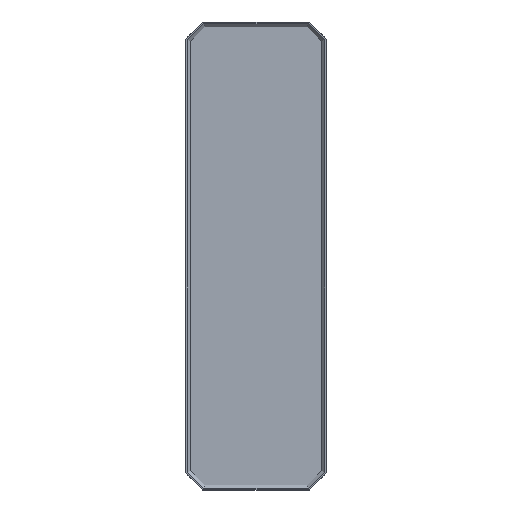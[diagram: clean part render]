
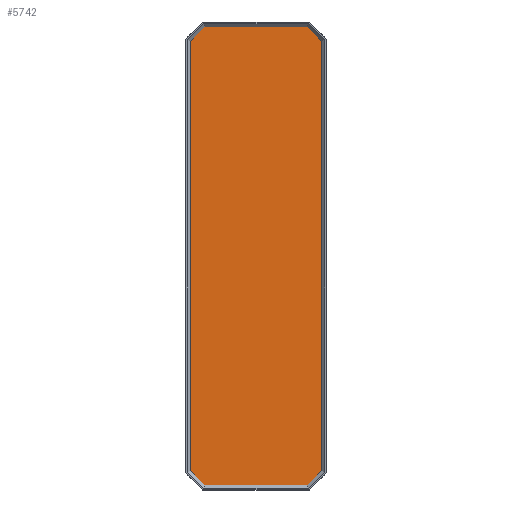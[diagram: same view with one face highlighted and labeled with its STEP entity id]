
A CAD part, top view. The second image highlights one B-rep face of the part: STEP entity #5742.
In plain terms, the highlighted planar face has unit normal (0, 0, 1).
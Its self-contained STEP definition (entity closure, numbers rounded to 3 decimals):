
#112=FACE_OUTER_BOUND('',#432,.T.);
#432=EDGE_LOOP('',(#4167,#4168,#4169,#4170,#4171,#4172,#4173,#4174));
#930=LINE('',#8305,#1760);
#931=LINE('',#8307,#1761);
#932=LINE('',#8309,#1762);
#933=LINE('',#8311,#1763);
#934=LINE('',#8313,#1764);
#935=LINE('',#8315,#1765);
#936=LINE('',#8317,#1766);
#937=LINE('',#8318,#1767);
#1760=VECTOR('',#6748,10.);
#1761=VECTOR('',#6749,10.);
#1762=VECTOR('',#6750,10.);
#1763=VECTOR('',#6751,10.);
#1764=VECTOR('',#6752,10.);
#1765=VECTOR('',#6753,10.);
#1766=VECTOR('',#6754,10.);
#1767=VECTOR('',#6755,10.);
#2501=VERTEX_POINT('',#8303);
#2502=VERTEX_POINT('',#8304);
#2503=VERTEX_POINT('',#8306);
#2504=VERTEX_POINT('',#8308);
#2505=VERTEX_POINT('',#8310);
#2506=VERTEX_POINT('',#8312);
#2507=VERTEX_POINT('',#8314);
#2508=VERTEX_POINT('',#8316);
#3106=EDGE_CURVE('',#2501,#2502,#930,.T.);
#3107=EDGE_CURVE('',#2503,#2501,#931,.T.);
#3108=EDGE_CURVE('',#2504,#2503,#932,.T.);
#3109=EDGE_CURVE('',#2505,#2504,#933,.T.);
#3110=EDGE_CURVE('',#2506,#2505,#934,.T.);
#3111=EDGE_CURVE('',#2507,#2506,#935,.T.);
#3112=EDGE_CURVE('',#2508,#2507,#936,.T.);
#3113=EDGE_CURVE('',#2502,#2508,#937,.T.);
#4167=ORIENTED_EDGE('',*,*,#3106,.F.);
#4168=ORIENTED_EDGE('',*,*,#3107,.F.);
#4169=ORIENTED_EDGE('',*,*,#3108,.F.);
#4170=ORIENTED_EDGE('',*,*,#3109,.F.);
#4171=ORIENTED_EDGE('',*,*,#3110,.F.);
#4172=ORIENTED_EDGE('',*,*,#3111,.F.);
#4173=ORIENTED_EDGE('',*,*,#3112,.F.);
#4174=ORIENTED_EDGE('',*,*,#3113,.F.);
#5422=PLANE('',#6064);
#5742=ADVANCED_FACE('',(#112),#5422,.T.);
#6064=AXIS2_PLACEMENT_3D('',#8302,#6746,#6747);
#6746=DIRECTION('center_axis',(0.,0.,1.));
#6747=DIRECTION('ref_axis',(1.,0.,0.));
#6748=DIRECTION('',(0.707,0.707,0.));
#6749=DIRECTION('',(0.,1.,0.));
#6750=DIRECTION('',(-0.707,0.707,0.));
#6751=DIRECTION('',(-1.,0.,0.));
#6752=DIRECTION('',(-0.707,-0.707,0.));
#6753=DIRECTION('',(0.,-1.,0.));
#6754=DIRECTION('',(0.707,-0.707,0.));
#6755=DIRECTION('',(1.,0.,0.));
#8302=CARTESIAN_POINT('Origin',(0.,50.,4.2));
#8303=CARTESIAN_POINT('',(-20.1,115.648,4.2));
#8304=CARTESIAN_POINT('',(-15.648,120.1,4.2));
#8305=CARTESIAN_POINT('',(-29.056,106.692,4.2));
#8306=CARTESIAN_POINT('',(-20.1,-15.648,4.2));
#8307=CARTESIAN_POINT('',(-20.1,83.114,4.2));
#8308=CARTESIAN_POINT('',(-15.648,-20.1,4.2));
#8309=CARTESIAN_POINT('',(-31.692,-4.056,4.2));
#8310=CARTESIAN_POINT('',(15.648,-20.1,4.2));
#8311=CARTESIAN_POINT('',(-8.114,-20.1,4.2));
#8312=CARTESIAN_POINT('',(20.1,-15.648,4.2));
#8313=CARTESIAN_POINT('',(29.056,-6.692,4.2));
#8314=CARTESIAN_POINT('',(20.1,115.648,4.2));
#8315=CARTESIAN_POINT('',(20.1,16.886,4.2));
#8316=CARTESIAN_POINT('',(15.648,120.1,4.2));
#8317=CARTESIAN_POINT('',(31.692,104.056,4.2));
#8318=CARTESIAN_POINT('',(8.114,120.1,4.2));
